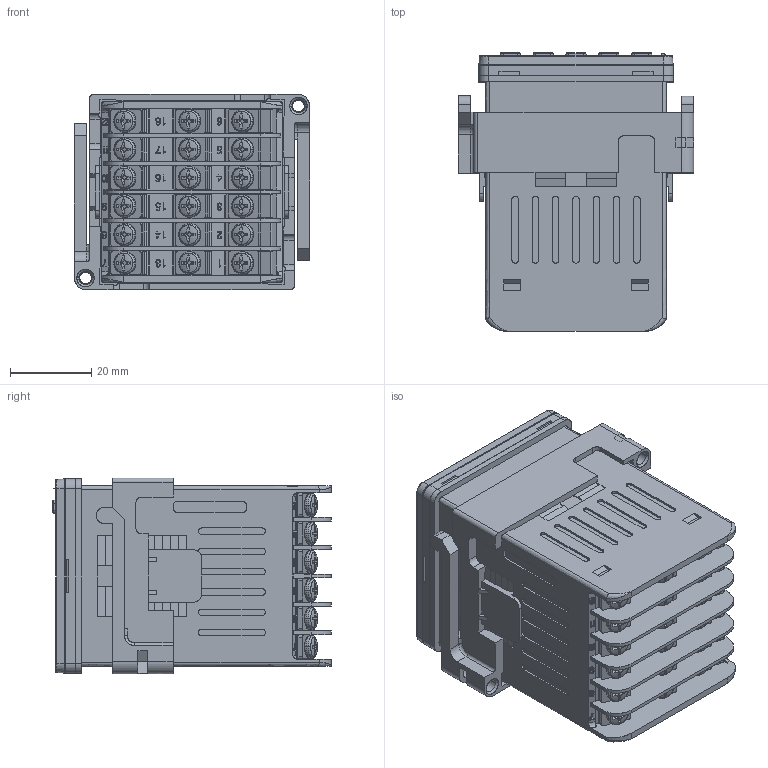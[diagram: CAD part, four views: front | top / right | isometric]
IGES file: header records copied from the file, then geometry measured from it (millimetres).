
Start section: SolidWorks IGES file using analytic representation for surfaces
Global section: file name: PD510_3D_IGES.IGS; native system: SolidWorks 2021; preprocessor: SolidWorks 2021; author: sewen; date: 220406.145444; units: millimetre
Bounding box: 58 x 68.7 x 48.3 mm (x, y, z)
Surface area: 44995.2 mm2 (no closed solid volume)
Topology: 0 solids, 0 shells, 2729 faces, 26064 edges, 26056 vertices
Faces by surface type: bspline 2009, revolution 720
